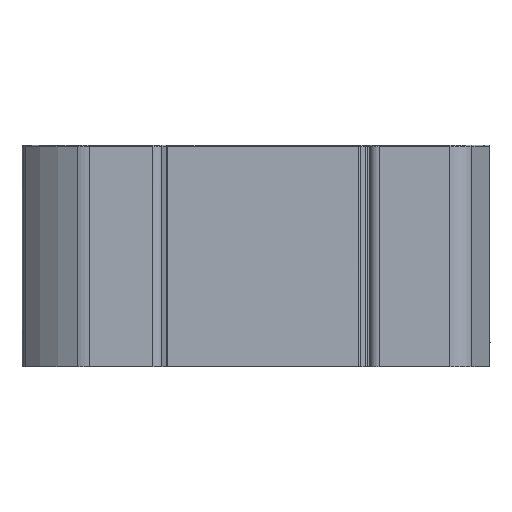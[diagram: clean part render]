
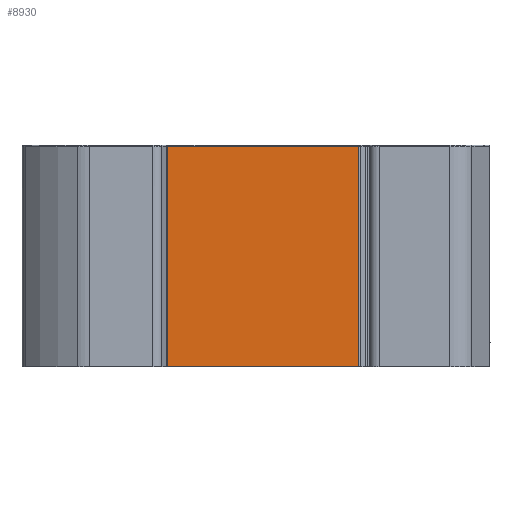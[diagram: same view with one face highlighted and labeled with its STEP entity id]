
A CAD part, front view. The second image highlights one B-rep face of the part: STEP entity #8930.
In plain terms, the highlighted planar face has unit normal (0, -1, 0).
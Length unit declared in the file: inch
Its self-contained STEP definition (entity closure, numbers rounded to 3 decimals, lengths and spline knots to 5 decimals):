
#892 = DIRECTION ( 'NONE',  ( 1., 0., 0. ) ) ;
#4022 = CARTESIAN_POINT ( 'NONE',  ( 0.54725, -1.87613, 0.33465 ) ) ;
#4328 = AXIS2_PLACEMENT_3D ( 'NONE', #36137, #6612, #9385 ) ;
#6074 = ORIENTED_EDGE ( 'NONE', *, *, #10504, .F. ) ;
#6612 = DIRECTION ( 'NONE',  ( 0., 1., 0. ) ) ;
#8183 = VECTOR ( 'NONE', #37330, 39.37008 ) ;
#8701 = CARTESIAN_POINT ( 'NONE',  ( 0.54725, -1.87613, -1.03346 ) ) ;
#8725 = LINE ( 'NONE', #17123, #8183 ) ;
#8930 = ADVANCED_FACE ( 'NONE', ( #21590 ), #39514, .F. ) ;
#9385 = DIRECTION ( 'NONE',  ( -1., 0., 0. ) ) ;
#10160 = CARTESIAN_POINT ( 'NONE',  ( 0.54725, -1.87613, 0.34449 ) ) ;
#10504 = EDGE_CURVE ( 'NONE', #27453, #13240, #13729, .T. ) ;
#11253 = ORIENTED_EDGE ( 'NONE', *, *, #31636, .F. ) ;
#13240 = VERTEX_POINT ( 'NONE', #8701 ) ;
#13587 = EDGE_CURVE ( 'NONE', #25359, #27453, #34249, .T. ) ;
#13729 = LINE ( 'NONE', #10160, #34159 ) ;
#13916 = DIRECTION ( 'NONE',  ( 0., 0., -1. ) ) ;
#14469 = VERTEX_POINT ( 'NONE', #40572 ) ;
#17123 = CARTESIAN_POINT ( 'NONE',  ( -0.69, -1.87613, 0.34449 ) ) ;
#17987 = VECTOR ( 'NONE', #26871, 39.37008 ) ;
#17990 = VECTOR ( 'NONE', #892, 39.37008 ) ;
#19723 = CARTESIAN_POINT ( 'NONE',  ( 0.54725, -1.87613, -1.03346 ) ) ;
#20899 = ORIENTED_EDGE ( 'NONE', *, *, #38425, .F. ) ;
#21590 = FACE_OUTER_BOUND ( 'NONE', #34177, .T. ) ;
#25359 = VERTEX_POINT ( 'NONE', #26268 ) ;
#26268 = CARTESIAN_POINT ( 'NONE',  ( -0.69, -1.87613, 0.33465 ) ) ;
#26871 = DIRECTION ( 'NONE',  ( -1., 0., 0. ) ) ;
#27453 = VERTEX_POINT ( 'NONE', #4022 ) ;
#27899 = ORIENTED_EDGE ( 'NONE', *, *, #13587, .F. ) ;
#31636 = EDGE_CURVE ( 'NONE', #13240, #14469, #42633, .T. ) ;
#34159 = VECTOR ( 'NONE', #13916, 39.37008 ) ;
#34177 = EDGE_LOOP ( 'NONE', ( #27899, #20899, #11253, #6074 ) ) ;
#34249 = LINE ( 'NONE', #37725, #17990 ) ;
#36137 = CARTESIAN_POINT ( 'NONE',  ( 0.54725, -1.87613, 0.34449 ) ) ;
#37330 = DIRECTION ( 'NONE',  ( 0., 0., 1. ) ) ;
#37725 = CARTESIAN_POINT ( 'NONE',  ( -0.64112, -1.87613, 0.33465 ) ) ;
#38425 = EDGE_CURVE ( 'NONE', #14469, #25359, #8725, .T. ) ;
#39514 = PLANE ( 'NONE',  #4328 ) ;
#40572 = CARTESIAN_POINT ( 'NONE',  ( -0.69, -1.87613, -1.03346 ) ) ;
#42633 = LINE ( 'NONE', #19723, #17987 ) ;
